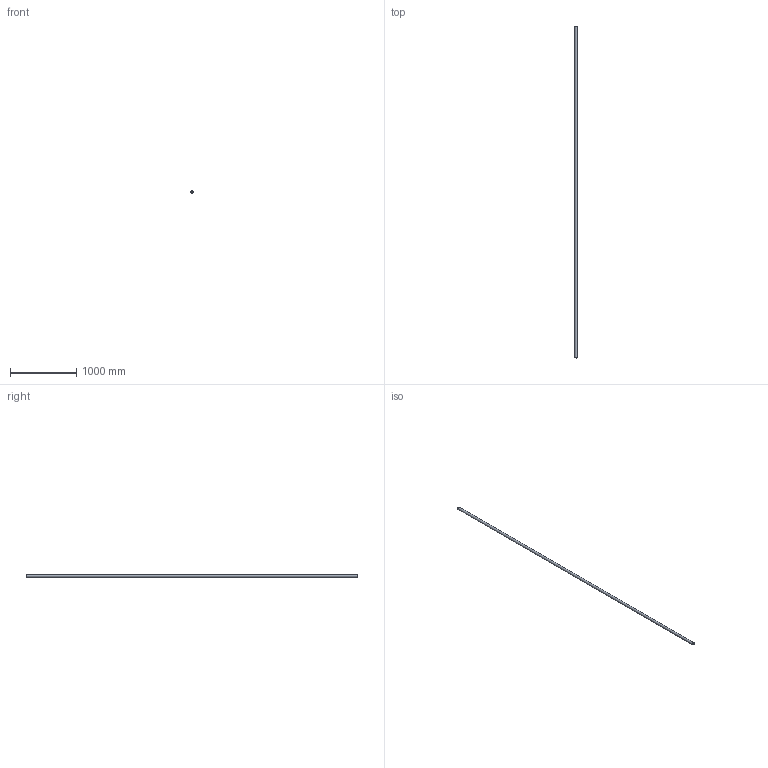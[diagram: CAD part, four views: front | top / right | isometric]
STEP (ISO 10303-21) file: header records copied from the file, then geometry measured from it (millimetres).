
FILE_DESCRIPTION(/* description */ (''),/* implementation_level */ '2;1');
FILE_NAME(/* name */ '171080 HTsafeGL DN_OD 40x5000.stp',/* time_stamp */ '2017-03-13T08:57:02+01:00',/* author */ ('user1'),/* organization */ (''),/* preprocessor_version */ 'ST-DEVELOPER v16.1',/* originating_system */ 'Autodesk Inventor 2016',/* authorisation */ '');
FILE_SCHEMA (('AUTOMOTIVE_DESIGN { 1 0 10303 214 3 1 1 }'));
Length unit declared in the file: millimetre
Products named in the file (1): 171080 HTsafeGL DN_OD 40x5000
Bounding box: 40 x 5000 x 40 mm (x, y, z)
Volume: 1193399.2 mm3; surface area: 1194062.2 mm2
Topology: 1 solids, 1 shells, 6 faces, 10 edges, 6 vertices
Faces by surface type: plane 2, cone 2, cylinder 2
Full cylindrical faces by diameter (mm): 36 x1, 40 x1
Entity records: 152 total; most frequent: DIRECTION 26, CARTESIAN_POINT 19, AXIS2_PLACEMENT_3D 13, EDGE_LOOP 12, ORIENTED_EDGE 12, FACE_BOUND 6, FACE_OUTER_BOUND 6, CIRCLE 6
